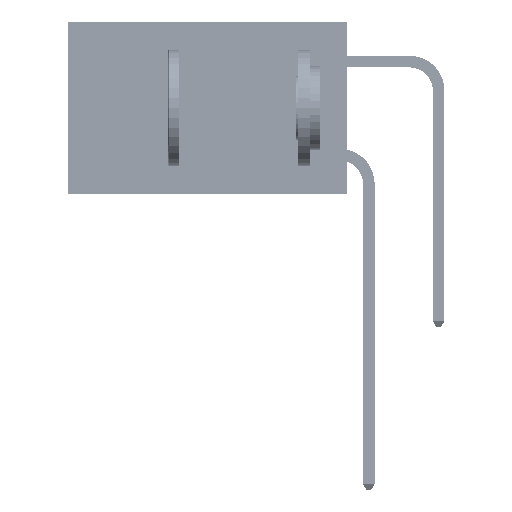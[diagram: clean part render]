
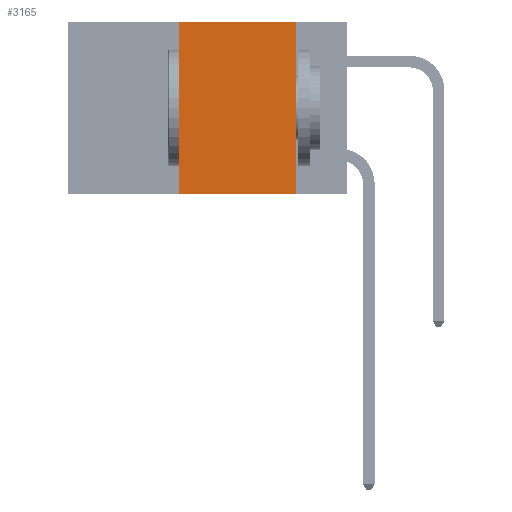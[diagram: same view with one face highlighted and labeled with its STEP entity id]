
A CAD part, left-side view. The second image highlights one B-rep face of the part: STEP entity #3165.
In plain terms, the highlighted planar face has unit normal (-1, 0, 0).
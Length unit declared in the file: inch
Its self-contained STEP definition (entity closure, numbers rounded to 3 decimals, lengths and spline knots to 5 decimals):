
#1112 = LINE ( 'NONE', #27628, #50258 ) ;
#1785 = CARTESIAN_POINT ( 'NONE',  ( 0., 0.11, -0.37 ) ) ;
#3165 = ADVANCED_FACE ( 'NONE', ( #19932 ), #46180, .F. ) ;
#3542 = VERTEX_POINT ( 'NONE', #1785 ) ;
#3867 = DIRECTION ( 'NONE',  ( 1., 0., 0. ) ) ;
#5386 = VECTOR ( 'NONE', #26611, 39.37008 ) ;
#8809 = ORIENTED_EDGE ( 'NONE', *, *, #23109, .T. ) ;
#10172 = CARTESIAN_POINT ( 'NONE',  ( 0., 0.36, -0.37 ) ) ;
#13967 = LINE ( 'NONE', #36083, #31104 ) ;
#14674 = ORIENTED_EDGE ( 'NONE', *, *, #26203, .F. ) ;
#17961 = CARTESIAN_POINT ( 'NONE',  ( 0., 0.6, -0.37 ) ) ;
#19932 = FACE_OUTER_BOUND ( 'NONE', #53622, .T. ) ;
#20130 = CARTESIAN_POINT ( 'NONE',  ( 0., 0.36, 0. ) ) ;
#23109 = EDGE_CURVE ( 'NONE', #43894, #3542, #43213, .T. ) ;
#23382 = CARTESIAN_POINT ( 'NONE',  ( 0., 0.36, 0. ) ) ;
#26203 = EDGE_CURVE ( 'NONE', #53091, #29667, #1112, .T. ) ;
#26611 = DIRECTION ( 'NONE',  ( 0., -1., 0. ) ) ;
#27628 = CARTESIAN_POINT ( 'NONE',  ( 0., 0.6, 0. ) ) ;
#29178 = CARTESIAN_POINT ( 'NONE',  ( 0., 0.11, 0. ) ) ;
#29203 = CARTESIAN_POINT ( 'NONE',  ( 0., 0.6, 0. ) ) ;
#29667 = VERTEX_POINT ( 'NONE', #29178 ) ;
#31104 = VECTOR ( 'NONE', #44876, 39.37008 ) ;
#33306 = EDGE_CURVE ( 'NONE', #29667, #3542, #13967, .T. ) ;
#36083 = CARTESIAN_POINT ( 'NONE',  ( 0., 0.11, 0. ) ) ;
#38891 = LINE ( 'NONE', #20130, #41579 ) ;
#41579 = VECTOR ( 'NONE', #54250, 39.37008 ) ;
#41986 = ORIENTED_EDGE ( 'NONE', *, *, #50950, .F. ) ;
#43213 = LINE ( 'NONE', #17961, #5386 ) ;
#43894 = VERTEX_POINT ( 'NONE', #10172 ) ;
#44876 = DIRECTION ( 'NONE',  ( 0., 0., -1. ) ) ;
#46180 = PLANE ( 'NONE',  #49497 ) ;
#48187 = ORIENTED_EDGE ( 'NONE', *, *, #33306, .F. ) ;
#49030 = DIRECTION ( 'NONE',  ( 0., -1., 0. ) ) ;
#49497 = AXIS2_PLACEMENT_3D ( 'NONE', #29203, #3867, #50086 ) ;
#50086 = DIRECTION ( 'NONE',  ( 0., 0., -1. ) ) ;
#50258 = VECTOR ( 'NONE', #49030, 39.37008 ) ;
#50950 = EDGE_CURVE ( 'NONE', #43894, #53091, #38891, .T. ) ;
#53091 = VERTEX_POINT ( 'NONE', #23382 ) ;
#53622 = EDGE_LOOP ( 'NONE', ( #48187, #14674, #41986, #8809 ) ) ;
#54250 = DIRECTION ( 'NONE',  ( 0., 0., 1. ) ) ;
